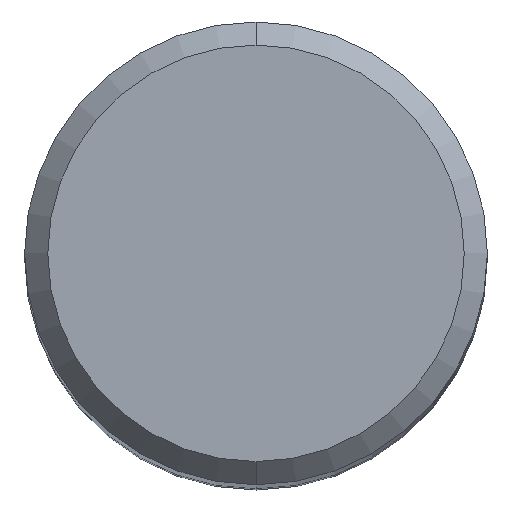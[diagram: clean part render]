
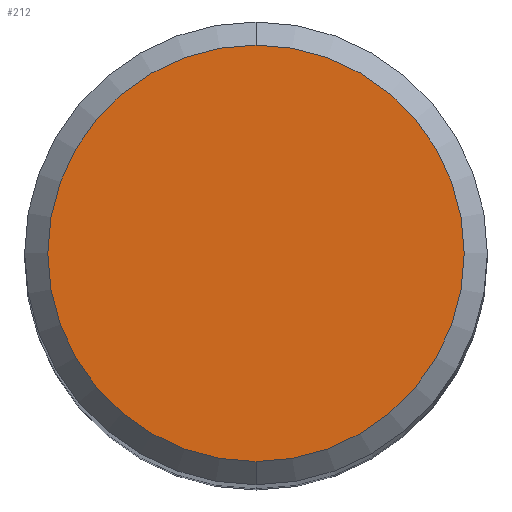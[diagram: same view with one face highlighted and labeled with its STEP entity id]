
A CAD part, top view. The second image highlights one B-rep face of the part: STEP entity #212.
In plain terms, the highlighted planar face has unit normal (0, 0, 1).
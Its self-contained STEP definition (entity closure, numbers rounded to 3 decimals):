
#136=EDGE_CURVE('',#182,#220,#299,.T.);
#144=EDGE_CURVE('',#220,#182,#307,.T.);
#182=VERTEX_POINT('',#350);
#212=ADVANCED_FACE('',(#385),#386,.T.);
#220=VERTEX_POINT('',#396);
#299=CIRCLE('',#484,5.4);
#307=CIRCLE('',#493,5.4);
#350=CARTESIAN_POINT('',(0.,-5.4,0.0));
#385=FACE_OUTER_BOUND('',#592,.T.);
#386=PLANE('',#593);
#396=CARTESIAN_POINT('',(0.0,5.4,0.0));
#484=AXIS2_PLACEMENT_3D('',#683,#684,#685);
#493=AXIS2_PLACEMENT_3D('',#686,#687,#688);
#592=EDGE_LOOP('',(#788,#789));
#593=AXIS2_PLACEMENT_3D('',#790,#791,#792);
#683=CARTESIAN_POINT('',(0.0,0.0,0.0));
#684=DIRECTION('',(0.0,0.0,-1.0));
#685=DIRECTION('',(0.0,1.0,0.0));
#686=CARTESIAN_POINT('',(0.0,0.0,0.0));
#687=DIRECTION('',(0.0,0.0,-1.0));
#688=DIRECTION('',(0.0,1.0,0.0));
#788=ORIENTED_EDGE('',*,*,#144,.F.);
#789=ORIENTED_EDGE('',*,*,#136,.F.);
#790=CARTESIAN_POINT('',(0.0,2.7,0.0));
#791=DIRECTION('',(-0.0,0.0,1.0));
#792=DIRECTION('',(0.0,-1.0,0.0));
